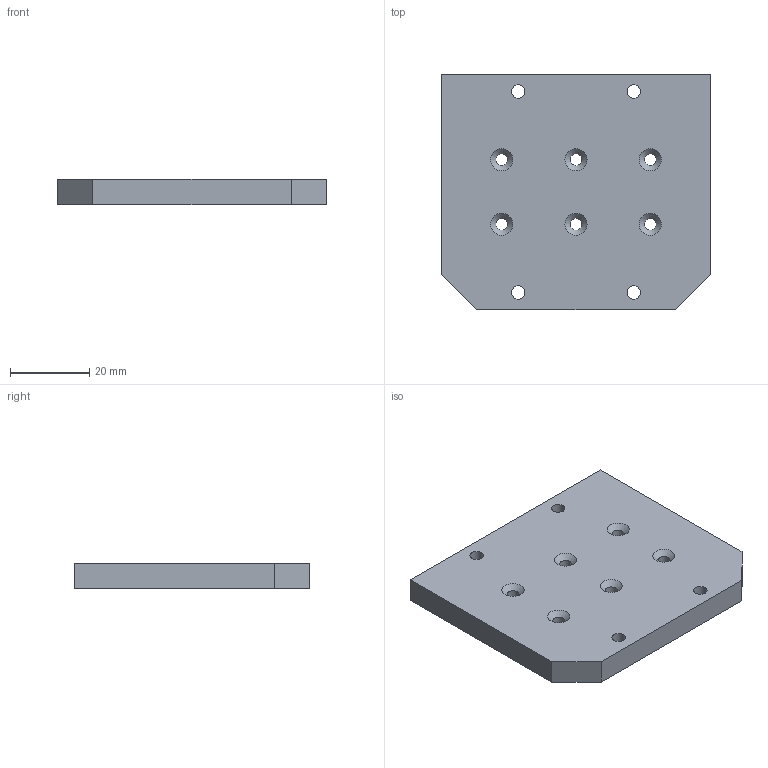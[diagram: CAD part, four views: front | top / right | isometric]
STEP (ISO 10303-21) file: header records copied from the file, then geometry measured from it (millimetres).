
FILE_DESCRIPTION(/* description */ (''),/* implementation_level */ '2;1');
FILE_NAME(/* name */ 'DPLX_P032_VIPE Insulation Middle.stp',/* time_stamp */ '2018-07-31T12:48:10-07:00',/* author */ ('MJ'),/* organization */ (''),/* preprocessor_version */ 'ST-DEVELOPER v16.13',/* originating_system */ 'Autodesk Inventor 2018',/* authorisation */ '');
FILE_SCHEMA (('AUTOMOTIVE_DESIGN { 1 0 10303 214 3 1 1 }'));
Length unit declared in the file: inch
Products named in the file (1): DPLX_P032_VIPE Insulation Middle
Bounding box: 68.07 x 59.54 x 6.35 mm (x, y, z)
Volume: 24614.2 mm3; surface area: 9920 mm2
Topology: 1 solids, 1 shells, 28 faces, 78 edges, 52 vertices
Faces by surface type: cone 10, cylinder 10, plane 8
Full cylindrical faces by diameter (mm): 3 x6, 3.404 x4
Entity records: 803 total; most frequent: DIRECTION 136, CARTESIAN_POINT 119, ORIENTED_EDGE 96, EDGE_LOOP 68, AXIS2_PLACEMENT_3D 59, EDGE_CURVE 48, VERTEX_POINT 42, FACE_BOUND 40
